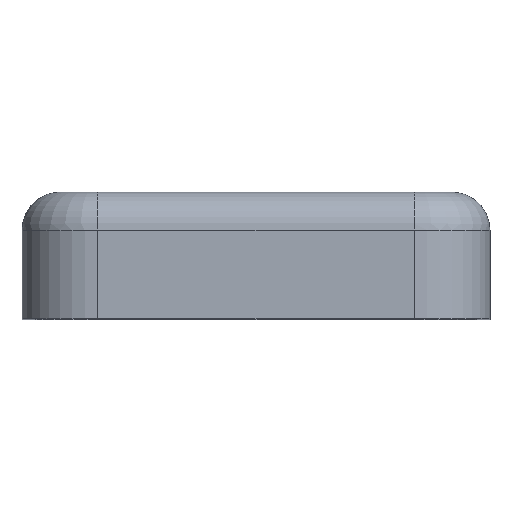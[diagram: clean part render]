
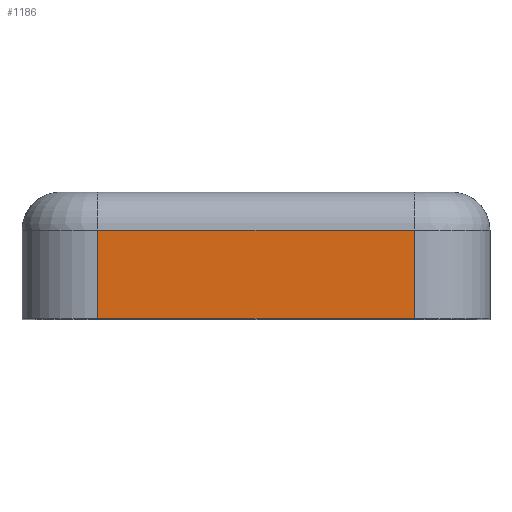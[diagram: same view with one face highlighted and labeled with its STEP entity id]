
A CAD part, top view. The second image highlights one B-rep face of the part: STEP entity #1186.
In plain terms, the highlighted planar face has unit normal (0, 0, 1).
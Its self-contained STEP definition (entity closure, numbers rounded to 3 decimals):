
#30 = VERTEX_POINT ( 'NONE', #343 ) ;
#134 = ORIENTED_EDGE ( 'NONE', *, *, #1316, .T. ) ;
#151 = EDGE_CURVE ( 'NONE', #1314, #1971, #2055, .T. ) ;
#211 = DIRECTION ( 'NONE',  ( 0., 0., 1. ) ) ;
#282 = VERTEX_POINT ( 'NONE', #1521 ) ;
#339 = AXIS2_PLACEMENT_3D ( 'NONE', #1621, #211, #566 ) ;
#343 = CARTESIAN_POINT ( 'NONE',  ( -2.5, -0.6, 5.4 ) ) ;
#352 = VECTOR ( 'NONE', #1121, 1000. ) ;
#384 = PLANE ( 'NONE',  #339 ) ;
#540 = LINE ( 'NONE', #1359, #891 ) ;
#566 = DIRECTION ( 'NONE',  ( 0., -1., 0. ) ) ;
#588 = CARTESIAN_POINT ( 'NONE',  ( 2.5, -0.6, 5.4 ) ) ;
#744 = CARTESIAN_POINT ( 'NONE',  ( -2.5, -0.6, 5.4 ) ) ;
#836 = DIRECTION ( 'NONE',  ( 0., -1., 0. ) ) ;
#863 = ORIENTED_EDGE ( 'NONE', *, *, #1368, .T. ) ;
#891 = VECTOR ( 'NONE', #836, 1000. ) ;
#924 = DIRECTION ( 'NONE',  ( 1., 0., 0. ) ) ;
#1036 = DIRECTION ( 'NONE',  ( 0., -1., 0. ) ) ;
#1056 = VECTOR ( 'NONE', #924, 1000. ) ;
#1121 = DIRECTION ( 'NONE',  ( 1., 0., 0. ) ) ;
#1186 = ADVANCED_FACE ( 'NONE', ( #1893 ), #384, .T. ) ;
#1231 = EDGE_CURVE ( 'NONE', #30, #1314, #1519, .T. ) ;
#1314 = VERTEX_POINT ( 'NONE', #588 ) ;
#1316 = EDGE_CURVE ( 'NONE', #282, #1971, #2201, .T. ) ;
#1359 = CARTESIAN_POINT ( 'NONE',  ( -2.5, 0., 5.4 ) ) ;
#1368 = EDGE_CURVE ( 'NONE', #30, #282, #540, .T. ) ;
#1475 = CARTESIAN_POINT ( 'NONE',  ( -2.5, -2., 5.4 ) ) ;
#1519 = LINE ( 'NONE', #744, #1056 ) ;
#1521 = CARTESIAN_POINT ( 'NONE',  ( -2.5, -2., 5.4 ) ) ;
#1621 = CARTESIAN_POINT ( 'NONE',  ( -2.5, 0., 5.4 ) ) ;
#1816 = ORIENTED_EDGE ( 'NONE', *, *, #151, .F. ) ;
#1893 = FACE_OUTER_BOUND ( 'NONE', #1983, .T. ) ;
#1923 = VECTOR ( 'NONE', #1036, 1000. ) ;
#1925 = CARTESIAN_POINT ( 'NONE',  ( 2.5, 0., 5.4 ) ) ;
#1936 = CARTESIAN_POINT ( 'NONE',  ( 2.5, -2., 5.4 ) ) ;
#1971 = VERTEX_POINT ( 'NONE', #1936 ) ;
#1983 = EDGE_LOOP ( 'NONE', ( #134, #1816, #2244, #863 ) ) ;
#2055 = LINE ( 'NONE', #1925, #1923 ) ;
#2201 = LINE ( 'NONE', #1475, #352 ) ;
#2244 = ORIENTED_EDGE ( 'NONE', *, *, #1231, .F. ) ;
